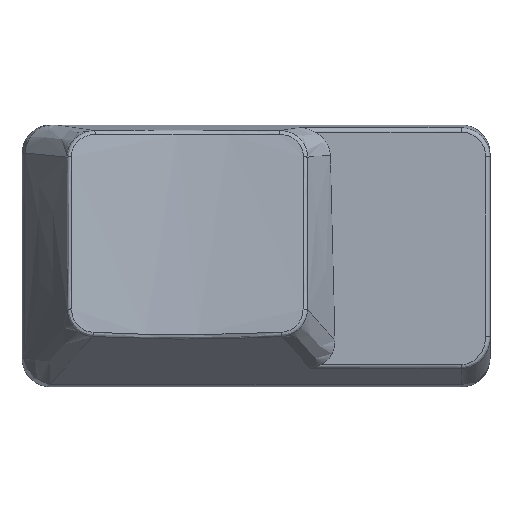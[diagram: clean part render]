
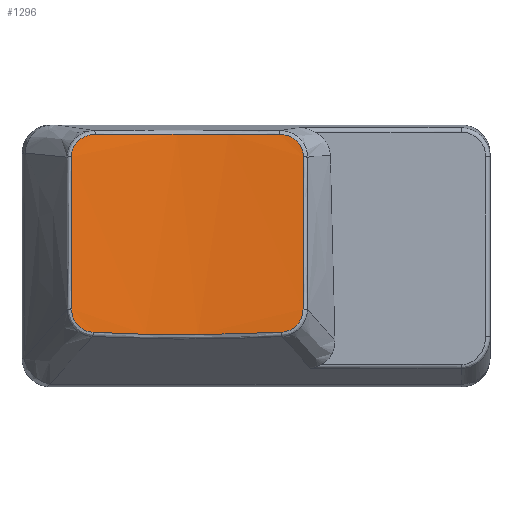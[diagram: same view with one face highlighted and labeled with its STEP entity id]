
A CAD part, top view. The second image highlights one B-rep face of the part: STEP entity #1296.
In plain terms, the highlighted free-form (B-spline) face has degree [1, 2] with [2, 3] control points.
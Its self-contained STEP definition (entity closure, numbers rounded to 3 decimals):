
#17=(
BOUNDED_SURFACE()
B_SPLINE_SURFACE(1,2,((#2600,#2601,#2602),(#2603,#2604,#2605)),
 .UNSPECIFIED.,.F.,.F.,.F.)
B_SPLINE_SURFACE_WITH_KNOTS((2,2),(3,3),(-0.019,0.204),
(-1.699,-1.442),.UNSPECIFIED.)
GEOMETRIC_REPRESENTATION_ITEM()
RATIONAL_B_SPLINE_SURFACE(((1.,0.992,1.),(1.,0.992,
1.)))
REPRESENTATION_ITEM('')
SURFACE()
);
#77=B_SPLINE_CURVE_WITH_KNOTS('',3,(#2274,#2275,#2276,#2277),
 .UNSPECIFIED.,.F.,.F.,(4,4),(0.,1.314),.UNSPECIFIED.);
#78=B_SPLINE_CURVE_WITH_KNOTS('',3,(#2305,#2306,#2307,#2308,#2309),
 .UNSPECIFIED.,.F.,.F.,(4,1,4),(0.,0.105,
0.245),.UNSPECIFIED.);
#79=B_SPLINE_CURVE_WITH_KNOTS('',3,(#2332,#2333,#2334,#2335),
 .UNSPECIFIED.,.F.,.F.,(4,4),(0.,1.063),.UNSPECIFIED.);
#80=B_SPLINE_CURVE_WITH_KNOTS('',3,(#2363,#2364,#2365,#2366,#2367),
 .UNSPECIFIED.,.F.,.F.,(4,1,4),(0.,0.11,0.257),
 .UNSPECIFIED.);
#81=B_SPLINE_CURVE_WITH_KNOTS('',3,(#2390,#2391,#2392,#2393),
 .UNSPECIFIED.,.F.,.F.,(4,4),(0.,1.286),
 .UNSPECIFIED.);
#83=B_SPLINE_CURVE_WITH_KNOTS('',3,(#2433,#2434,#2435,#2436,#2437,#2438),
 .UNSPECIFIED.,.F.,.F.,(4,1,1,4),(0.,0.11,
0.184,0.257),.UNSPECIFIED.);
#85=B_SPLINE_CURVE_WITH_KNOTS('',3,(#2466,#2467,#2468,#2469),
 .UNSPECIFIED.,.F.,.F.,(4,4),(0.,1.063),
 .UNSPECIFIED.);
#87=B_SPLINE_CURVE_WITH_KNOTS('',3,(#2500,#2501,#2502,#2503,#2504),
 .UNSPECIFIED.,.F.,.F.,(4,1,4),(0.,0.14,0.245),
 .UNSPECIFIED.);
#329=FACE_OUTER_BOUND('',#409,.T.);
#409=EDGE_LOOP('',(#982,#983,#984,#985,#986,#987,#988,#989));
#547=VERTEX_POINT('',#2270);
#548=VERTEX_POINT('',#2272);
#549=VERTEX_POINT('',#2303);
#550=VERTEX_POINT('',#2330);
#551=VERTEX_POINT('',#2361);
#552=VERTEX_POINT('',#2388);
#553=VERTEX_POINT('',#2424);
#555=VERTEX_POINT('',#2459);
#698=EDGE_CURVE('',#548,#547,#77,.T.);
#700=EDGE_CURVE('',#547,#549,#78,.T.);
#702=EDGE_CURVE('',#549,#550,#79,.T.);
#704=EDGE_CURVE('',#550,#551,#80,.T.);
#706=EDGE_CURVE('',#551,#552,#81,.T.);
#709=EDGE_CURVE('',#552,#553,#83,.T.);
#712=EDGE_CURVE('',#553,#555,#85,.T.);
#714=EDGE_CURVE('',#555,#548,#87,.T.);
#982=ORIENTED_EDGE('',*,*,#698,.F.);
#983=ORIENTED_EDGE('',*,*,#714,.F.);
#984=ORIENTED_EDGE('',*,*,#712,.F.);
#985=ORIENTED_EDGE('',*,*,#709,.F.);
#986=ORIENTED_EDGE('',*,*,#706,.F.);
#987=ORIENTED_EDGE('',*,*,#704,.F.);
#988=ORIENTED_EDGE('',*,*,#702,.F.);
#989=ORIENTED_EDGE('',*,*,#700,.F.);
#1296=ADVANCED_FACE('',(#329),#17,.T.);
#2270=CARTESIAN_POINT('',(-6.527,-5.301,6.516));
#2272=CARTESIAN_POINT('',(6.527,-5.301,6.516));
#2274=CARTESIAN_POINT('Ctrl Pts',(6.527,-5.301,6.516));
#2275=CARTESIAN_POINT('Ctrl Pts',(2.193,-5.53,6.098));
#2276=CARTESIAN_POINT('Ctrl Pts',(-2.193,-5.53,6.098));
#2277=CARTESIAN_POINT('Ctrl Pts',(-6.527,-5.301,6.516));
#2303=CARTESIAN_POINT('',(-8.023,-3.686,6.489));
#2305=CARTESIAN_POINT('Ctrl Pts',(-6.527,-5.301,6.516));
#2306=CARTESIAN_POINT('Ctrl Pts',(-6.873,-5.283,6.549));
#2307=CARTESIAN_POINT('Ctrl Pts',(-7.68,-4.972,6.602));
#2308=CARTESIAN_POINT('Ctrl Pts',(-8.022,-4.149,6.546));
#2309=CARTESIAN_POINT('Ctrl Pts',(-8.023,-3.686,6.489));
#2330=CARTESIAN_POINT('',(-8.048,6.863,5.197));
#2332=CARTESIAN_POINT('Ctrl Pts',(-8.023,-3.686,6.489));
#2333=CARTESIAN_POINT('Ctrl Pts',(-8.03,-0.17,
6.058));
#2334=CARTESIAN_POINT('Ctrl Pts',(-8.038,3.346,5.627));
#2335=CARTESIAN_POINT('Ctrl Pts',(-8.048,6.863,5.197));
#2361=CARTESIAN_POINT('',(-6.392,8.42,4.817));
#2363=CARTESIAN_POINT('Ctrl Pts',(-8.048,6.863,5.197));
#2364=CARTESIAN_POINT('Ctrl Pts',(-8.049,7.227,5.152));
#2365=CARTESIAN_POINT('Ctrl Pts',(-7.732,8.076,5.006));
#2366=CARTESIAN_POINT('Ctrl Pts',(-6.876,8.416,4.866));
#2367=CARTESIAN_POINT('Ctrl Pts',(-6.392,8.42,4.817));
#2388=CARTESIAN_POINT('',(6.392,8.42,4.817));
#2390=CARTESIAN_POINT('Ctrl Pts',(-6.392,8.42,4.817));
#2391=CARTESIAN_POINT('Ctrl Pts',(-2.145,8.458,4.385));
#2392=CARTESIAN_POINT('Ctrl Pts',(2.145,8.458,4.385));
#2393=CARTESIAN_POINT('Ctrl Pts',(6.392,8.42,4.817));
#2424=CARTESIAN_POINT('',(8.048,6.863,5.197));
#2433=CARTESIAN_POINT('Ctrl Pts',(6.392,8.42,4.817));
#2434=CARTESIAN_POINT('Ctrl Pts',(6.755,8.417,4.854));
#2435=CARTESIAN_POINT('Ctrl Pts',(7.363,8.242,4.943));
#2436=CARTESIAN_POINT('Ctrl Pts',(7.936,7.591,5.093));
#2437=CARTESIAN_POINT('Ctrl Pts',(8.049,7.106,5.167));
#2438=CARTESIAN_POINT('Ctrl Pts',(8.048,6.863,5.197));
#2459=CARTESIAN_POINT('',(8.023,-3.686,6.489));
#2466=CARTESIAN_POINT('Ctrl Pts',(8.048,6.863,5.197));
#2467=CARTESIAN_POINT('Ctrl Pts',(8.038,3.346,5.627));
#2468=CARTESIAN_POINT('Ctrl Pts',(8.03,-0.17,6.058));
#2469=CARTESIAN_POINT('Ctrl Pts',(8.023,-3.686,6.489));
#2500=CARTESIAN_POINT('Ctrl Pts',(8.023,-3.686,6.489));
#2501=CARTESIAN_POINT('Ctrl Pts',(8.022,-4.149,6.546));
#2502=CARTESIAN_POINT('Ctrl Pts',(7.68,-4.972,6.602));
#2503=CARTESIAN_POINT('Ctrl Pts',(6.873,-5.283,6.549));
#2504=CARTESIAN_POINT('Ctrl Pts',(6.527,-5.301,6.516));
#2600=CARTESIAN_POINT('Ctrl Pts',(8.049,-5.418,6.705));
#2601=CARTESIAN_POINT('Ctrl Pts',(0.,-5.542,
5.697));
#2602=CARTESIAN_POINT('Ctrl Pts',(-8.049,-5.418,6.705));
#2603=CARTESIAN_POINT('Ctrl Pts',(8.049,8.533,4.992));
#2604=CARTESIAN_POINT('Ctrl Pts',(0.,8.409,
3.984));
#2605=CARTESIAN_POINT('Ctrl Pts',(-8.049,8.533,4.992));
